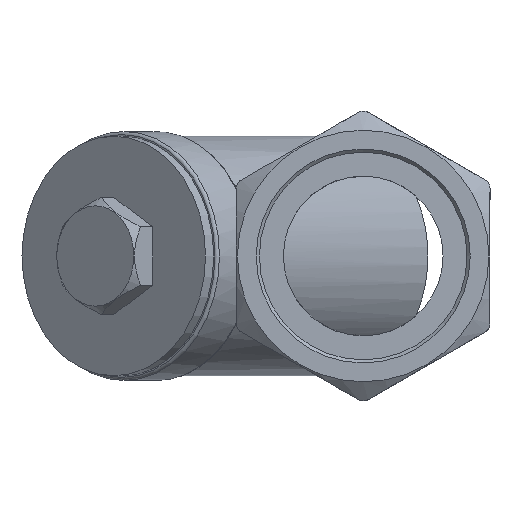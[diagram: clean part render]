
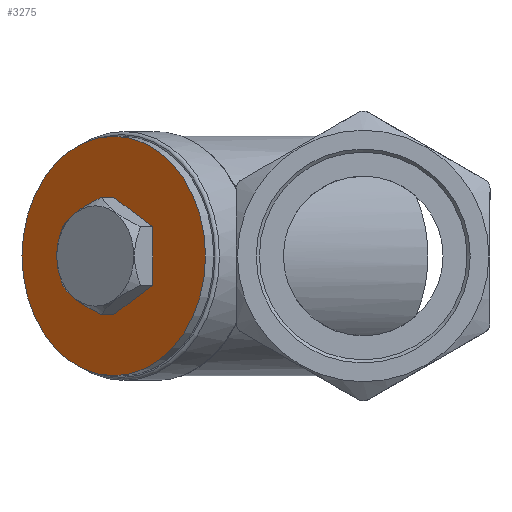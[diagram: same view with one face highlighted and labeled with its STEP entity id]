
A CAD part, left-side view. The second image highlights one B-rep face of the part: STEP entity #3275.
In plain terms, the highlighted planar face has unit normal (-0.766, 0.643, 0).
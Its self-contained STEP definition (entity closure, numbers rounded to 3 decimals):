
#151=PLANE('',#3633);
#170=FACE_BOUND('',#1113,.T.);
#518=LINE('',#6868,#693);
#521=LINE('',#6873,#696);
#523=LINE('',#6877,#698);
#525=LINE('',#6881,#700);
#527=LINE('',#6885,#702);
#528=LINE('',#6887,#703);
#693=VECTOR('',#4446,10.);
#696=VECTOR('',#4451,10.);
#698=VECTOR('',#4455,10.);
#700=VECTOR('',#4459,10.);
#702=VECTOR('',#4463,10.);
#703=VECTOR('',#4466,10.);
#920=FACE_OUTER_BOUND('',#1112,.T.);
#1112=EDGE_LOOP('',(#2874));
#1113=EDGE_LOOP('',(#2875,#2876,#2877,#2878,#2879,#2880));
#1205=CIRCLE('',#3632,37.5);
#1499=VERTEX_POINT('',#6865);
#1500=VERTEX_POINT('',#6867);
#1501=VERTEX_POINT('',#6871);
#1502=VERTEX_POINT('',#6875);
#1503=VERTEX_POINT('',#6879);
#1504=VERTEX_POINT('',#6883);
#1505=VERTEX_POINT('',#6890);
#1957=EDGE_CURVE('',#1500,#1499,#518,.T.);
#1960=EDGE_CURVE('',#1499,#1501,#521,.T.);
#1962=EDGE_CURVE('',#1501,#1502,#523,.T.);
#1964=EDGE_CURVE('',#1502,#1503,#525,.T.);
#1966=EDGE_CURVE('',#1503,#1504,#527,.T.);
#1967=EDGE_CURVE('',#1504,#1500,#528,.T.);
#1968=EDGE_CURVE('',#1505,#1505,#1205,.T.);
#2874=ORIENTED_EDGE('',*,*,#1968,.T.);
#2875=ORIENTED_EDGE('',*,*,#1964,.T.);
#2876=ORIENTED_EDGE('',*,*,#1966,.T.);
#2877=ORIENTED_EDGE('',*,*,#1967,.T.);
#2878=ORIENTED_EDGE('',*,*,#1957,.T.);
#2879=ORIENTED_EDGE('',*,*,#1960,.T.);
#2880=ORIENTED_EDGE('',*,*,#1962,.T.);
#3275=ADVANCED_FACE('',(#920,#170),#151,.T.);
#3632=AXIS2_PLACEMENT_3D('',#6891,#4471,#4472);
#3633=AXIS2_PLACEMENT_3D('',#6893,#4474,#4475);
#4446=DIRECTION('',(0.,0.,-1.));
#4451=DIRECTION('',(0.557,0.663,-0.5));
#4455=DIRECTION('',(0.557,0.663,0.5));
#4459=DIRECTION('',(0.,0.,1.));
#4463=DIRECTION('',(-0.557,-0.663,0.5));
#4466=DIRECTION('',(-0.557,-0.663,-0.5));
#4471=DIRECTION('center_axis',(-0.766,0.643,0.));
#4472=DIRECTION('ref_axis',(0.,0.,1.));
#4474=DIRECTION('center_axis',(-0.766,0.643,0.));
#4475=DIRECTION('ref_axis',(0.,0.,1.));
#6865=CARTESIAN_POINT('',(22.282,65.937,-9.174));
#6867=CARTESIAN_POINT('',(22.282,65.937,9.174));
#6868=CARTESIAN_POINT('',(22.282,65.937,-4.587));
#6871=CARTESIAN_POINT('',(32.496,78.11,-18.349));
#6873=CARTESIAN_POINT('',(29.943,75.066,-16.055));
#6875=CARTESIAN_POINT('',(42.711,90.282,-9.174));
#6877=CARTESIAN_POINT('',(40.157,87.239,-11.468));
#6879=CARTESIAN_POINT('',(42.711,90.282,9.174));
#6881=CARTESIAN_POINT('',(42.711,90.282,4.587));
#6883=CARTESIAN_POINT('',(32.496,78.11,18.349));
#6885=CARTESIAN_POINT('',(35.05,81.153,16.055));
#6887=CARTESIAN_POINT('',(24.836,68.98,11.468));
#6890=CARTESIAN_POINT('',(32.496,78.11,-37.5));
#6891=CARTESIAN_POINT('Origin',(32.496,78.11,0.));
#6893=CARTESIAN_POINT('Origin',(32.496,78.11,0.));
